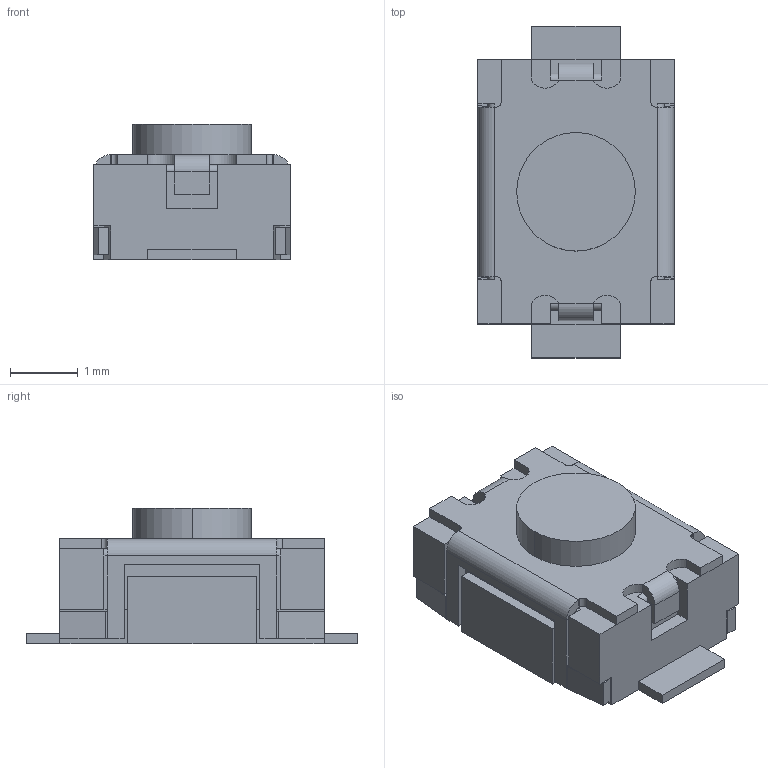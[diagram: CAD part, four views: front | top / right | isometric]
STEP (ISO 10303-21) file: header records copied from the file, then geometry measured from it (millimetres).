
FILE_DESCRIPTION(('FreeCAD Model'),'2;1');
FILE_NAME('Tact_Switch_Top_PTS820.step', '2016-11-15T12:18:10',('Author'),(''), 'Open CASCADE STEP processor 6.8','FreeCAD','Unknown');
FILE_SCHEMA(('AUTOMOTIVE_DESIGN_CC2 { 1 2 10303 214 -1 1 5 4 }'));
Length unit declared in the file: millimetre
Products named in the file (2): ASSEMBLY; Tact_Switch_Top_PTS820
Assembly tree (1 placements, depth 2):
  ASSEMBLY
    Tact_Switch_Top_PTS820
Bounding box: 2.9 x 4.9 x 2 mm (x, y, z)
Volume: 18 mm3; surface area: 56.9 mm2
Topology: 1 solids, 1 shells, 171 faces, 420 edges, 252 vertices
Faces by surface type: plane 141, cylinder 30
Entity records: 14128 total; most frequent: CARTESIAN_POINT 4601, DIRECTION 1510, LINE 1030, VECTOR 1030, ORIENTED_EDGE 840, PCURVE 840, DEFINITIONAL_REPRESENTATION 840, EDGE_CURVE 420
